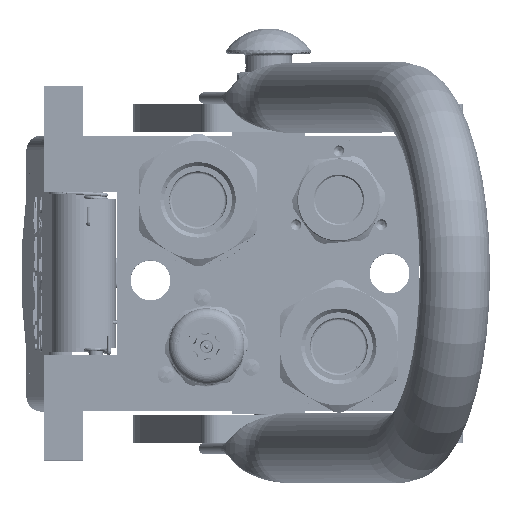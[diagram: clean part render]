
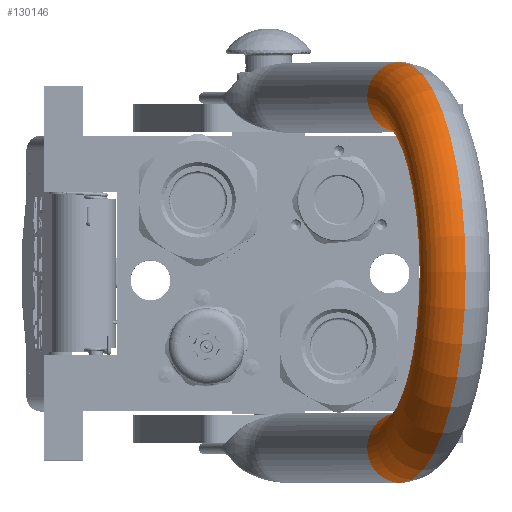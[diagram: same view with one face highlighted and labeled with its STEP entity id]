
A CAD part, top view. The second image highlights one B-rep face of the part: STEP entity #130146.
In plain terms, the highlighted toroidal (fillet/blend) face has major radius 62.25 mm and minor radius 12.5 mm.
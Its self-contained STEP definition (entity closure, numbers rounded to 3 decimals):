
#6196 = CARTESIAN_POINT ( 'NONE',  ( 74.75, 0., 125.25 ) ) ;
#6355 = CIRCLE ( 'NONE', #82919, 74.75 ) ;
#10013 = CARTESIAN_POINT ( 'NONE',  ( 0., 0., 125.25 ) ) ;
#10566 = DIRECTION ( 'NONE',  ( 1., 0., 0. ) ) ;
#11281 = DIRECTION ( 'NONE',  ( -1., 0., 0. ) ) ;
#19768 = AXIS2_PLACEMENT_3D ( 'NONE', #111529, #63336, #11281 ) ;
#19952 = EDGE_LOOP ( 'NONE', ( #134695, #75060, #47230, #135273 ) ) ;
#24816 = DIRECTION ( 'NONE',  ( -1., 0., 0. ) ) ;
#29112 = EDGE_CURVE ( 'NONE', #43014, #102475, #60319, .T. ) ;
#38130 = DIRECTION ( 'NONE',  ( 0., 1., 0. ) ) ;
#38496 = AXIS2_PLACEMENT_3D ( 'NONE', #108535, #69789, #160693 ) ;
#41846 = AXIS2_PLACEMENT_3D ( 'NONE', #10013, #163541, #10566 ) ;
#43014 = VERTEX_POINT ( 'NONE', #155935 ) ;
#47230 = ORIENTED_EDGE ( 'NONE', *, *, #78763, .F. ) ;
#50322 = EDGE_CURVE ( 'NONE', #136272, #102475, #138400, .T. ) ;
#57193 = AXIS2_PLACEMENT_3D ( 'NONE', #72983, #85747, #111211 ) ;
#57863 = VERTEX_POINT ( 'NONE', #116515 ) ;
#60319 = CIRCLE ( 'NONE', #19768, 49.75 ) ;
#61310 = CIRCLE ( 'NONE', #38496, 12.5 ) ;
#63336 = DIRECTION ( 'NONE',  ( 0., 1., 0. ) ) ;
#69789 = DIRECTION ( 'NONE',  ( 0., 0., 1. ) ) ;
#72983 = CARTESIAN_POINT ( 'NONE',  ( 62.25, 0., 125.25 ) ) ;
#75060 = ORIENTED_EDGE ( 'NONE', *, *, #50322, .F. ) ;
#78763 = EDGE_CURVE ( 'NONE', #57863, #136272, #6355, .T. ) ;
#82919 = AXIS2_PLACEMENT_3D ( 'NONE', #139598, #38130, #24816 ) ;
#85747 = DIRECTION ( 'NONE',  ( 0., 0., -1. ) ) ;
#101706 = EDGE_CURVE ( 'NONE', #57863, #43014, #61310, .T. ) ;
#102475 = VERTEX_POINT ( 'NONE', #112192 ) ;
#108535 = CARTESIAN_POINT ( 'NONE',  ( -62.25, 0., 125.25 ) ) ;
#111211 = DIRECTION ( 'NONE',  ( 1., 0., 0. ) ) ;
#111529 = CARTESIAN_POINT ( 'NONE',  ( 0., 0., 125.25 ) ) ;
#112192 = CARTESIAN_POINT ( 'NONE',  ( 49.75, 0., 125.25 ) ) ;
#116515 = CARTESIAN_POINT ( 'NONE',  ( -74.75, 0., 125.25 ) ) ;
#130146 = ADVANCED_FACE ( 'NONE', ( #144364 ), #140342, .T. ) ;
#134695 = ORIENTED_EDGE ( 'NONE', *, *, #29112, .T. ) ;
#135273 = ORIENTED_EDGE ( 'NONE', *, *, #101706, .T. ) ;
#136272 = VERTEX_POINT ( 'NONE', #6196 ) ;
#138400 = CIRCLE ( 'NONE', #57193, 12.5 ) ;
#139598 = CARTESIAN_POINT ( 'NONE',  ( 0., 0., 125.25 ) ) ;
#140342 = TOROIDAL_SURFACE ( 'NONE', #41846, 62.25, 12.5 ) ;
#144364 = FACE_OUTER_BOUND ( 'NONE', #19952, .T. ) ;
#155935 = CARTESIAN_POINT ( 'NONE',  ( -49.75, 0., 125.25 ) ) ;
#160693 = DIRECTION ( 'NONE',  ( -1., 0., 0. ) ) ;
#163541 = DIRECTION ( 'NONE',  ( 0., 1., 0. ) ) ;
